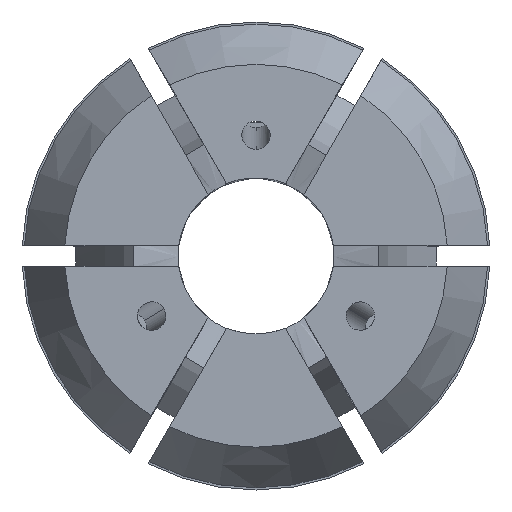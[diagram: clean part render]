
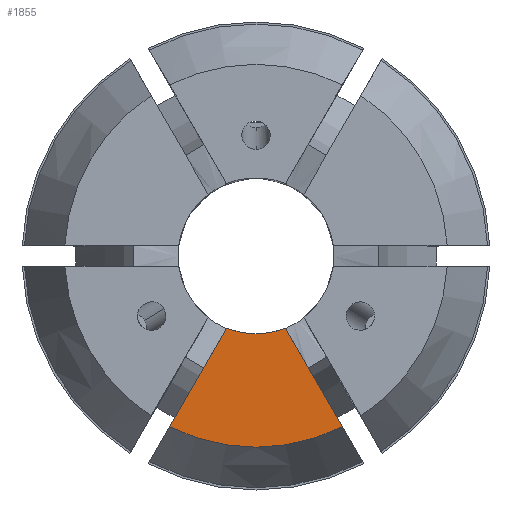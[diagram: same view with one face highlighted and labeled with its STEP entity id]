
A CAD part, top view. The second image highlights one B-rep face of the part: STEP entity #1855.
In plain terms, the highlighted planar face has unit normal (0, 0, 1).
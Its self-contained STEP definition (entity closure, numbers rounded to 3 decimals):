
#14 = DIRECTION ( 'NONE',  ( 1., 0., 0. ) ) ;
#66 = DIRECTION ( 'NONE',  ( -1., 0., 0. ) ) ;
#274 = CARTESIAN_POINT ( 'NONE',  ( 0., 0., 40. ) ) ;
#344 = EDGE_CURVE ( 'NONE', #544, #3838, #3881, .T. ) ;
#544 = VERTEX_POINT ( 'NONE', #3063 ) ;
#612 = FACE_OUTER_BOUND ( 'NONE', #2187, .T. ) ;
#632 = ORIENTED_EDGE ( 'NONE', *, *, #2178, .T. ) ;
#684 = DIRECTION ( 'NONE',  ( 0., 0., 1. ) ) ;
#969 = CARTESIAN_POINT ( 'NONE',  ( -6.495, 9.75, 40. ) ) ;
#985 = CIRCLE ( 'NONE', #2221, 13.499 ) ;
#1183 = CARTESIAN_POINT ( 'NONE',  ( -6.09, -12.048, 40. ) ) ;
#1202 = AXIS2_PLACEMENT_3D ( 'NONE', #274, #2713, #14 ) ;
#1214 = LINE ( 'NONE', #3469, #2520 ) ;
#1432 = PLANE ( 'NONE',  #2651 ) ;
#1483 = LINE ( 'NONE', #969, #1529 ) ;
#1506 = EDGE_CURVE ( 'NONE', #3882, #2291, #985, .T. ) ;
#1529 = VECTOR ( 'NONE', #1833, 1000. ) ;
#1833 = DIRECTION ( 'NONE',  ( 0.5, -0.866, 0. ) ) ;
#1855 = ADVANCED_FACE ( 'NONE', ( #612 ), #1432, .T. ) ;
#1930 = CARTESIAN_POINT ( 'NONE',  ( 2.075, -5.094, 40. ) ) ;
#2114 = CARTESIAN_POINT ( 'NONE',  ( 0., 0., 40. ) ) ;
#2143 = DIRECTION ( 'NONE',  ( 0., 0., -1. ) ) ;
#2178 = EDGE_CURVE ( 'NONE', #544, #2291, #1214, .T. ) ;
#2187 = EDGE_LOOP ( 'NONE', ( #3667, #632, #2850, #3843 ) ) ;
#2221 = AXIS2_PLACEMENT_3D ( 'NONE', #2114, #2143, #66 ) ;
#2291 = VERTEX_POINT ( 'NONE', #1183 ) ;
#2485 = EDGE_CURVE ( 'NONE', #3838, #3882, #1483, .T. ) ;
#2520 = VECTOR ( 'NONE', #2900, 1000. ) ;
#2608 = DIRECTION ( 'NONE',  ( 1., 0., 0. ) ) ;
#2651 = AXIS2_PLACEMENT_3D ( 'NONE', #3597, #684, #2608 ) ;
#2713 = DIRECTION ( 'NONE',  ( 0., 0., 1. ) ) ;
#2850 = ORIENTED_EDGE ( 'NONE', *, *, #1506, .F. ) ;
#2872 = CARTESIAN_POINT ( 'NONE',  ( 6.09, -12.048, 40. ) ) ;
#2900 = DIRECTION ( 'NONE',  ( -0.5, -0.866, 0. ) ) ;
#3063 = CARTESIAN_POINT ( 'NONE',  ( -2.075, -5.094, 40. ) ) ;
#3469 = CARTESIAN_POINT ( 'NONE',  ( 6.495, 9.75, 40. ) ) ;
#3597 = CARTESIAN_POINT ( 'NONE',  ( 0., 13.499, 40. ) ) ;
#3667 = ORIENTED_EDGE ( 'NONE', *, *, #344, .F. ) ;
#3838 = VERTEX_POINT ( 'NONE', #1930 ) ;
#3843 = ORIENTED_EDGE ( 'NONE', *, *, #2485, .F. ) ;
#3881 = CIRCLE ( 'NONE', #1202, 5.5 ) ;
#3882 = VERTEX_POINT ( 'NONE', #2872 ) ;
